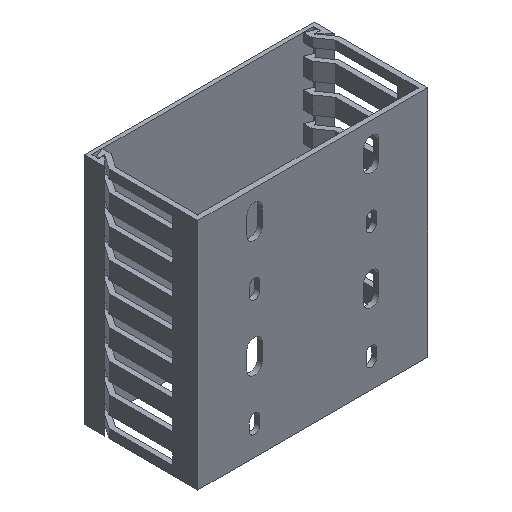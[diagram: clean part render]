
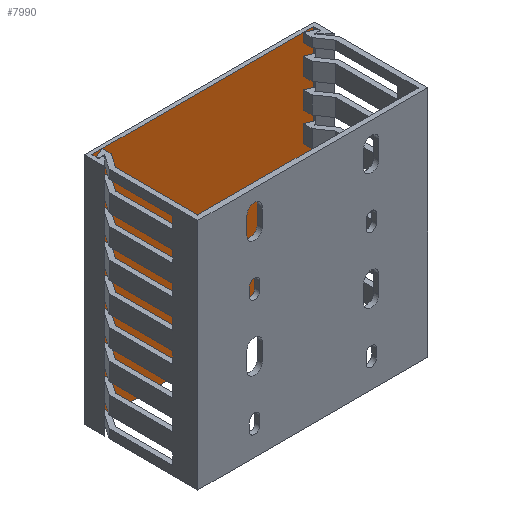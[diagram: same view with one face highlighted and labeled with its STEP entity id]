
A CAD part, isometric view. The second image highlights one B-rep face of the part: STEP entity #7990.
In plain terms, the highlighted planar face has unit normal (0, -1, 0).
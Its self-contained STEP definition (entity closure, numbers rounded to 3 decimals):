
#7766=DIRECTION('',(1.,0.,0.));
#7767=VECTOR('',#7766,95.06);
#7768=CARTESIAN_POINT('',(-47.53,6.724,0.));
#7769=LINE('',#7768,#7767);
#7770=DIRECTION('',(0.,0.,-1.));
#7771=VECTOR('',#7770,100.);
#7772=CARTESIAN_POINT('',(47.53,6.724,0.));
#7773=LINE('',#7772,#7771);
#7774=DIRECTION('',(-1.,0.,0.));
#7775=VECTOR('',#7774,95.06);
#7776=CARTESIAN_POINT('',(47.53,6.724,-100.));
#7777=LINE('',#7776,#7775);
#7778=DIRECTION('',(0.,0.,1.));
#7779=VECTOR('',#7778,100.);
#7780=CARTESIAN_POINT('',(-47.53,6.724,-100.));
#7781=LINE('',#7780,#7779);
#7858=CARTESIAN_POINT('',(-47.53,6.724,-100.));
#7859=CARTESIAN_POINT('',(-47.53,6.724,0.));
#7860=VERTEX_POINT('',#7858);
#7861=VERTEX_POINT('',#7859);
#7862=CARTESIAN_POINT('',(47.53,6.724,0.));
#7863=CARTESIAN_POINT('',(47.53,6.724,-100.));
#7864=VERTEX_POINT('',#7862);
#7865=VERTEX_POINT('',#7863);
#7978=CARTESIAN_POINT('',(-47.53,6.724,0.));
#7979=DIRECTION('',(0.,-1.,0.));
#7980=DIRECTION('',(1.,0.,0.));
#7981=AXIS2_PLACEMENT_3D('',#7978,#7979,#7980);
#7982=PLANE('',#7981);
#7983=ORIENTED_EDGE('',*,*,#7893,.T.);
#7984=ORIENTED_EDGE('',*,*,#7971,.T.);
#7985=ORIENTED_EDGE('',*,*,#7945,.T.);
#7987=ORIENTED_EDGE('',*,*,#7986,.T.);
#7988=EDGE_LOOP('',(#7983,#7984,#7985,#7987));
#7989=FACE_OUTER_BOUND('',#7988,.F.);
#7893=EDGE_CURVE('',#7861,#7864,#7769,.T.);
#7945=EDGE_CURVE('',#7865,#7860,#7777,.T.);
#7971=EDGE_CURVE('',#7864,#7865,#7773,.T.);
#7986=EDGE_CURVE('',#7860,#7861,#7781,.T.);
#7990=ADVANCED_FACE('',(#7989),#7982,.T.);
